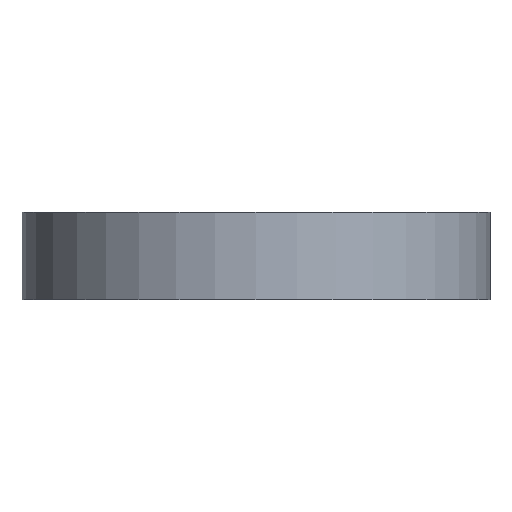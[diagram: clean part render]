
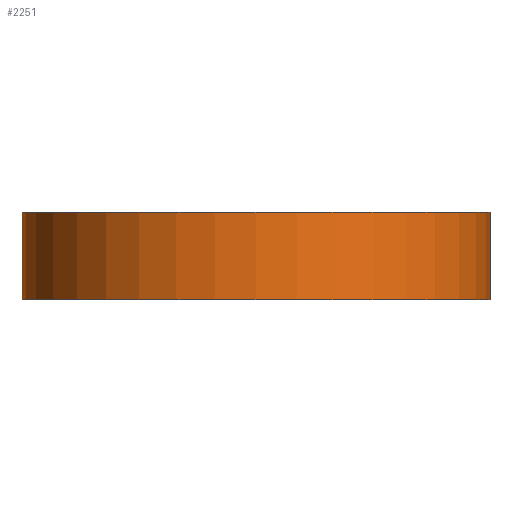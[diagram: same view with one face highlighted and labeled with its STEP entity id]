
A CAD part, front view. The second image highlights one B-rep face of the part: STEP entity #2251.
In plain terms, the highlighted cylindrical face has radius 40 mm (diameter 80 mm), a full revolution.
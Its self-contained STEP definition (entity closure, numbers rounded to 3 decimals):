
#405=CIRCLE('',#2302,40.);
#460=CIRCLE('',#2385,40.);
#496=CYLINDRICAL_SURFACE('',#2384,40.);
#616=FACE_OUTER_BOUND('',#745,.T.);
#745=EDGE_LOOP('',(#1997,#1998,#1999,#2000));
#773=LINE('',#5447,#792);
#792=VECTOR('',#2633,40.);
#1027=VERTEX_POINT('',#5264);
#1036=VERTEX_POINT('',#5446);
#1333=EDGE_CURVE('',#1027,#1027,#405,.T.);
#1398=EDGE_CURVE('',#1027,#1036,#773,.T.);
#1399=EDGE_CURVE('',#1036,#1036,#460,.T.);
#1997=ORIENTED_EDGE('',*,*,#1333,.T.);
#1998=ORIENTED_EDGE('',*,*,#1398,.T.);
#1999=ORIENTED_EDGE('',*,*,#1399,.F.);
#2000=ORIENTED_EDGE('',*,*,#1398,.F.);
#2251=ADVANCED_FACE('',(#616),#496,.T.);
#2302=AXIS2_PLACEMENT_3D('',#5265,#2467,#2468);
#2384=AXIS2_PLACEMENT_3D('',#5445,#2631,#2632);
#2385=AXIS2_PLACEMENT_3D('',#5448,#2634,#2635);
#2467=DIRECTION('center_axis',(0.,0.,-1.));
#2468=DIRECTION('ref_axis',(-1.,0.,0.));
#2631=DIRECTION('center_axis',(0.,0.,1.));
#2632=DIRECTION('ref_axis',(-1.,0.,0.));
#2633=DIRECTION('',(0.,0.,-1.));
#2634=DIRECTION('center_axis',(0.,0.,-1.));
#2635=DIRECTION('ref_axis',(-1.,0.,0.));
#5264=CARTESIAN_POINT('',(40.,0.,15.));
#5265=CARTESIAN_POINT('Origin',(0.,0.,15.));
#5445=CARTESIAN_POINT('Origin',(0.,0.,0.));
#5446=CARTESIAN_POINT('',(40.,0.,0.));
#5447=CARTESIAN_POINT('',(40.,0.,0.));
#5448=CARTESIAN_POINT('Origin',(0.,0.,0.));
